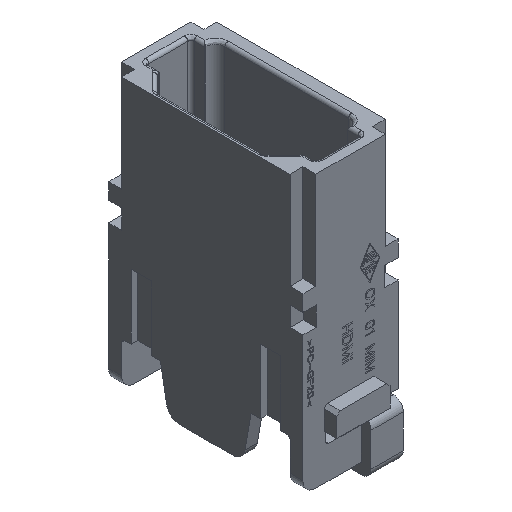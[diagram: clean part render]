
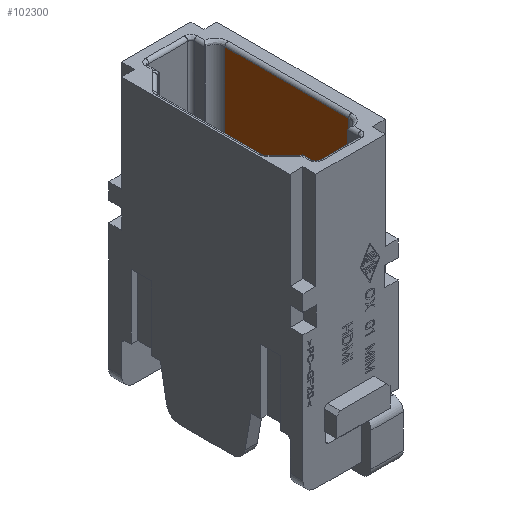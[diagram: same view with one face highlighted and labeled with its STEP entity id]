
A CAD part, isometric view. The second image highlights one B-rep face of the part: STEP entity #102300.
In plain terms, the highlighted face is planar.
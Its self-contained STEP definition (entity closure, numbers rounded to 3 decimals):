
#10270=CARTESIAN_POINT('',(53.702,60.812,
-7.596));
#10280=VERTEX_POINT('',#10270);
#40160=CARTESIAN_POINT('',(53.702,60.812,
-26.404));
#40170=VERTEX_POINT('',#40160);
#40290=CARTESIAN_POINT('',(53.702,60.812,
-4.559));
#40300=DIRECTION('',(0.,0.,1.));
#40310=VECTOR('',#40300,1.);
#40320=LINE('',#40290,#40310);
#40330=EDGE_CURVE('',#40170,#10280,#40320,.T.);
#55870=CARTESIAN_POINT('',(53.776,52.37,
-7.522));
#55880=DIRECTION('',(-0.009,1.,
-0.009));
#55890=VECTOR('',#55880,1.);
#55900=LINE('',#55870,#55890);
#55910=CARTESIAN_POINT('',(53.851,43.753,
-7.447));
#55920=VERTEX_POINT('',#55910);
#55930=EDGE_CURVE('',#55920,#10280,#55900,.T.);
#102070=CARTESIAN_POINT('',(53.698,61.307,
-4.559));
#102080=DIRECTION('',(1.,0.009,
0.));
#102090=DIRECTION('',(0.,0.,1.));
#102100=AXIS2_PLACEMENT_3D('',#102070,#102080,#102090);
#102110=PLANE('',#102100);
#102120=CARTESIAN_POINT('',(53.776,52.37,
-26.478));
#102130=DIRECTION('',(0.009,-1.,
-0.009));
#102140=VECTOR('',#102130,1.);
#102150=LINE('',#102120,#102140);
#102160=CARTESIAN_POINT('',(53.851,43.753,
-26.553));
#102170=VERTEX_POINT('',#102160);
#102180=EDGE_CURVE('',#40170,#102170,#102150,.T.);
#102190=ORIENTED_EDGE('',*,*,#102180,.T.);
#102200=ORIENTED_EDGE('',*,*,#40330,.F.);
#102210=ORIENTED_EDGE('',*,*,#55930,.T.);
#102220=CARTESIAN_POINT('',(53.851,43.753,
-7.447));
#102230=DIRECTION('',(0.,0.,1.));
#102240=VECTOR('',#102230,1.);
#102250=LINE('',#102220,#102240);
#102260=EDGE_CURVE('',#102170,#55920,#102250,.T.);
#102270=ORIENTED_EDGE('',*,*,#102260,.T.);
#102280=EDGE_LOOP('',(#102270,#102210,#102200,#102190));
#102290=FACE_OUTER_BOUND('',#102280,.T.);
#102300=ADVANCED_FACE('',(#102290),#102110,.F.);
